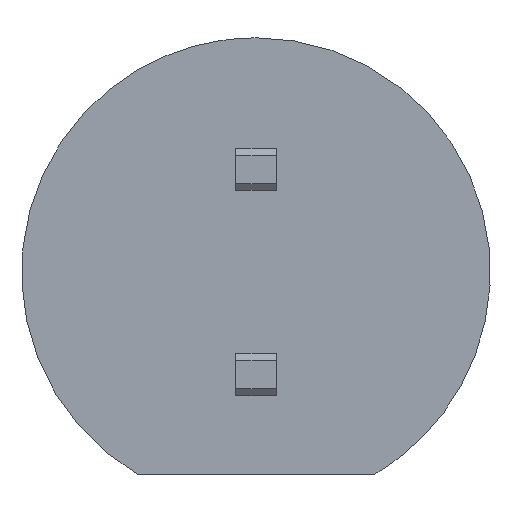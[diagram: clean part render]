
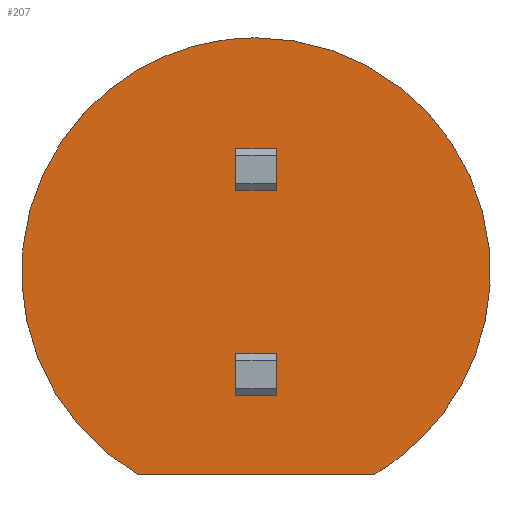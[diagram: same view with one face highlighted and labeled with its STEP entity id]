
A CAD part, front view. The second image highlights one B-rep face of the part: STEP entity #207.
In plain terms, the highlighted free-form (B-spline) face has degree [1, 1] with [2, 2] control points.
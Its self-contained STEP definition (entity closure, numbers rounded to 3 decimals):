
#21 = EDGE_CURVE('',#22,#24,#26,.T.);
#22 = VERTEX_POINT('',#23);
#23 = CARTESIAN_POINT('',(-1.317,-5.554,
    -2.24));
#24 = VERTEX_POINT('',#25);
#25 = CARTESIAN_POINT('',(0.,-5.554,2.598));
#26 = ( BOUNDED_CURVE() B_SPLINE_CURVE(2,(#27,#28,#29),.UNSPECIFIED.,.F.
,.F.) B_SPLINE_CURVE_WITH_KNOTS((3,3),(3.673,6.283),
.PIECEWISE_BEZIER_KNOTS.) CURVE() GEOMETRIC_REPRESENTATION_ITEM() 
RATIONAL_B_SPLINE_CURVE((1.,0.263,1.)) REPRESENTATION_ITEM('') 
  );
#27 = CARTESIAN_POINT('',(-1.317,-5.554,
    -2.24));
#28 = CARTESIAN_POINT('',(-9.546,-5.554,2.598
    ));
#29 = CARTESIAN_POINT('',(0.,-5.554,
    2.598));
#207 = ADVANCED_FACE('',(#208,#238,#268),#284,.F.);
#208 = FACE_BOUND('',#209,.T.);
#209 = EDGE_LOOP('',(#210,#219,#226,#233));
#210 = ORIENTED_EDGE('',*,*,#211,.F.);
#211 = EDGE_CURVE('',#212,#214,#216,.T.);
#212 = VERTEX_POINT('',#213);
#213 = CARTESIAN_POINT('',(0.224,-5.554,0.906
    ));
#214 = VERTEX_POINT('',#215);
#215 = CARTESIAN_POINT('',(0.224,-5.554,1.369
    ));
#216 = B_SPLINE_CURVE_WITH_KNOTS('',1,(#217,#218),.UNSPECIFIED.,.F.,.F.,
  (2,2),(0.,0.517),.PIECEWISE_BEZIER_KNOTS.);
#217 = CARTESIAN_POINT('',(0.224,-5.554,0.906
    ));
#218 = CARTESIAN_POINT('',(0.224,-5.554,1.369
    ));
#219 = ORIENTED_EDGE('',*,*,#220,.T.);
#220 = EDGE_CURVE('',#212,#221,#223,.T.);
#221 = VERTEX_POINT('',#222);
#222 = CARTESIAN_POINT('',(-0.224,-5.554,
    0.906));
#223 = B_SPLINE_CURVE_WITH_KNOTS('',1,(#224,#225),.UNSPECIFIED.,.F.,.F.,
  (2,2),(-0.,0.5),.PIECEWISE_BEZIER_KNOTS.);
#224 = CARTESIAN_POINT('',(0.224,-5.554,0.906
    ));
#225 = CARTESIAN_POINT('',(-0.224,-5.554,
    0.906));
#226 = ORIENTED_EDGE('',*,*,#227,.T.);
#227 = EDGE_CURVE('',#221,#228,#230,.T.);
#228 = VERTEX_POINT('',#229);
#229 = CARTESIAN_POINT('',(-0.224,-5.554,
    1.369));
#230 = B_SPLINE_CURVE_WITH_KNOTS('',1,(#231,#232),.UNSPECIFIED.,.F.,.F.,
  (2,2),(0.,0.517),.PIECEWISE_BEZIER_KNOTS.);
#231 = CARTESIAN_POINT('',(-0.224,-5.554,
    0.906));
#232 = CARTESIAN_POINT('',(-0.224,-5.554,
    1.369));
#233 = ORIENTED_EDGE('',*,*,#234,.F.);
#234 = EDGE_CURVE('',#214,#228,#235,.T.);
#235 = B_SPLINE_CURVE_WITH_KNOTS('',1,(#236,#237),.UNSPECIFIED.,.F.,.F.,
  (2,2),(-0.,0.5),.PIECEWISE_BEZIER_KNOTS.);
#236 = CARTESIAN_POINT('',(0.224,-5.554,1.369
    ));
#237 = CARTESIAN_POINT('',(-0.224,-5.554,
    1.369));
#238 = FACE_BOUND('',#239,.T.);
#239 = EDGE_LOOP('',(#240,#249,#256,#263));
#240 = ORIENTED_EDGE('',*,*,#241,.F.);
#241 = EDGE_CURVE('',#242,#244,#246,.T.);
#242 = VERTEX_POINT('',#243);
#243 = CARTESIAN_POINT('',(0.224,-5.554,
    -0.906));
#244 = VERTEX_POINT('',#245);
#245 = CARTESIAN_POINT('',(-0.224,-5.554,
    -0.906));
#246 = B_SPLINE_CURVE_WITH_KNOTS('',1,(#247,#248),.UNSPECIFIED.,.F.,.F.,
  (2,2),(0.,0.5),.PIECEWISE_BEZIER_KNOTS.);
#247 = CARTESIAN_POINT('',(0.224,-5.554,
    -0.906));
#248 = CARTESIAN_POINT('',(-0.224,-5.554,
    -0.906));
#249 = ORIENTED_EDGE('',*,*,#250,.F.);
#250 = EDGE_CURVE('',#251,#242,#253,.T.);
#251 = VERTEX_POINT('',#252);
#252 = CARTESIAN_POINT('',(0.224,-5.554,
    -1.369));
#253 = B_SPLINE_CURVE_WITH_KNOTS('',1,(#254,#255),.UNSPECIFIED.,.F.,.F.,
  (2,2),(0.,0.517),.PIECEWISE_BEZIER_KNOTS.);
#254 = CARTESIAN_POINT('',(0.224,-5.554,
    -1.369));
#255 = CARTESIAN_POINT('',(0.224,-5.554,
    -0.906));
#256 = ORIENTED_EDGE('',*,*,#257,.T.);
#257 = EDGE_CURVE('',#251,#258,#260,.T.);
#258 = VERTEX_POINT('',#259);
#259 = CARTESIAN_POINT('',(-0.224,-5.554,
    -1.369));
#260 = B_SPLINE_CURVE_WITH_KNOTS('',1,(#261,#262),.UNSPECIFIED.,.F.,.F.,
  (2,2),(-0.,0.5),.PIECEWISE_BEZIER_KNOTS.);
#261 = CARTESIAN_POINT('',(0.224,-5.554,
    -1.369));
#262 = CARTESIAN_POINT('',(-0.224,-5.554,
    -1.369));
#263 = ORIENTED_EDGE('',*,*,#264,.T.);
#264 = EDGE_CURVE('',#258,#244,#265,.T.);
#265 = B_SPLINE_CURVE_WITH_KNOTS('',1,(#266,#267),.UNSPECIFIED.,.F.,.F.,
  (2,2),(0.,0.517),.PIECEWISE_BEZIER_KNOTS.);
#266 = CARTESIAN_POINT('',(-0.224,-5.554,
    -1.369));
#267 = CARTESIAN_POINT('',(-0.224,-5.554,
    -0.906));
#268 = FACE_BOUND('',#269,.T.);
#269 = EDGE_LOOP('',(#270,#271,#278));
#270 = ORIENTED_EDGE('',*,*,#21,.F.);
#271 = ORIENTED_EDGE('',*,*,#272,.T.);
#272 = EDGE_CURVE('',#22,#273,#275,.T.);
#273 = VERTEX_POINT('',#274);
#274 = CARTESIAN_POINT('',(1.317,-5.554,
    -2.24));
#275 = B_SPLINE_CURVE_WITH_KNOTS('',1,(#276,#277),.UNSPECIFIED.,.F.,.F.,
  (2,2),(1.28,4.22),.PIECEWISE_BEZIER_KNOTS.);
#276 = CARTESIAN_POINT('',(-1.317,-5.554,
    -2.24));
#277 = CARTESIAN_POINT('',(1.317,-5.554,
    -2.24));
#278 = ORIENTED_EDGE('',*,*,#279,.F.);
#279 = EDGE_CURVE('',#24,#273,#280,.T.);
#280 = ( BOUNDED_CURVE() B_SPLINE_CURVE(2,(#281,#282,#283),
.UNSPECIFIED.,.F.,.F.) B_SPLINE_CURVE_WITH_KNOTS((3,3),(0.,
2.61),.PIECEWISE_BEZIER_KNOTS.) CURVE() 
GEOMETRIC_REPRESENTATION_ITEM() RATIONAL_B_SPLINE_CURVE((1.,
0.263,1.)) REPRESENTATION_ITEM('') );
#281 = CARTESIAN_POINT('',(0.,-5.554,2.598));
#282 = CARTESIAN_POINT('',(9.546,-5.554,2.598
    ));
#283 = CARTESIAN_POINT('',(1.317,-5.554,
    -2.24));
#284 = B_SPLINE_SURFACE_WITH_KNOTS('',1,1,(
    (#285,#286)
    ,(#287,#288
    )),.UNSPECIFIED.,.F.,.F.,.F.,(2,2),(2,2),(-2.5,2.9),(-2.9,2.9),
  .PIECEWISE_BEZIER_KNOTS.);
#285 = CARTESIAN_POINT('',(-2.598,-5.554,
    -2.24));
#286 = CARTESIAN_POINT('',(2.598,-5.554,
    -2.24));
#287 = CARTESIAN_POINT('',(-2.598,-5.554,
    2.598));
#288 = CARTESIAN_POINT('',(2.598,-5.554,2.598
    ));
